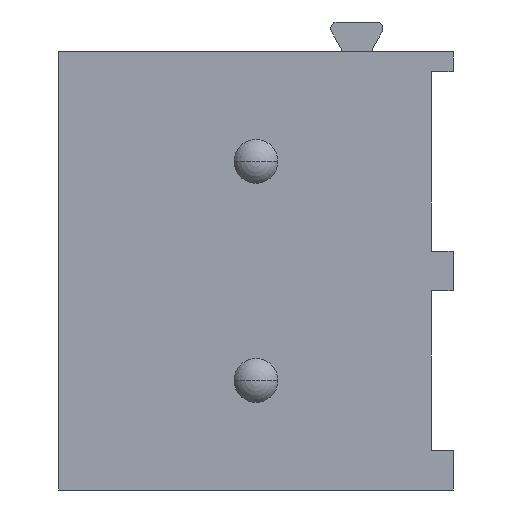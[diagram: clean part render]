
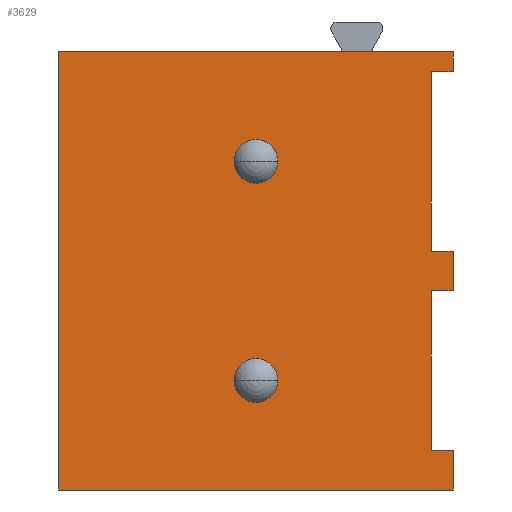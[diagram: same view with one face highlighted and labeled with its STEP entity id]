
A CAD part, front view. The second image highlights one B-rep face of the part: STEP entity #3629.
In plain terms, the highlighted planar face has unit normal (0, -1, 0).
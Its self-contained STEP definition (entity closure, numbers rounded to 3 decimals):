
#89=DIRECTION('',(1.,0.,0.));
#90=VECTOR('',#89,9.);
#91=CARTESIAN_POINT('',(-4.5,-5.14,7.5));
#92=LINE('',#91,#90);
#760=DIRECTION('',(0.,0.,1.));
#761=VECTOR('',#760,4.1);
#762=CARTESIAN_POINT('',(4.,-5.14,2.95));
#763=LINE('',#762,#761);
#772=CARTESIAN_POINT('',(0.,-5.14,0.));
#773=DIRECTION('',(0.,1.,0.));
#774=DIRECTION('',(-1.,0.,0.));
#775=AXIS2_PLACEMENT_3D('',#772,#773,#774);
#777=CARTESIAN_POINT('',(0.,-5.14,0.));
#778=DIRECTION('',(0.,1.,0.));
#779=DIRECTION('',(1.,0.,0.));
#780=AXIS2_PLACEMENT_3D('',#777,#778,#779);
#782=CARTESIAN_POINT('',(0.,-5.14,5.));
#783=DIRECTION('',(0.,1.,0.));
#784=DIRECTION('',(-1.,0.,0.));
#785=AXIS2_PLACEMENT_3D('',#782,#783,#784);
#787=CARTESIAN_POINT('',(0.,-5.14,5.));
#788=DIRECTION('',(0.,1.,0.));
#789=DIRECTION('',(1.,0.,0.));
#790=AXIS2_PLACEMENT_3D('',#787,#788,#789);
#792=DIRECTION('',(-1.,0.,0.));
#793=VECTOR('',#792,0.5);
#794=CARTESIAN_POINT('',(4.5,-5.14,2.95));
#795=LINE('',#794,#793);
#796=DIRECTION('',(-1.,0.,0.));
#797=VECTOR('',#796,0.5);
#798=CARTESIAN_POINT('',(4.5,-5.14,2.05));
#799=LINE('',#798,#797);
#800=DIRECTION('',(0.,0.,1.));
#801=VECTOR('',#800,3.65);
#802=CARTESIAN_POINT('',(4.,-5.14,-1.6));
#803=LINE('',#802,#801);
#804=DIRECTION('',(-1.,0.,0.));
#805=VECTOR('',#804,0.5);
#806=CARTESIAN_POINT('',(4.5,-5.14,-1.6));
#807=LINE('',#806,#805);
#808=DIRECTION('',(0.,0.,-1.));
#809=VECTOR('',#808,10.);
#810=CARTESIAN_POINT('',(-4.5,-5.14,7.5));
#811=LINE('',#810,#809);
#812=DIRECTION('',(-1.,0.,0.));
#813=VECTOR('',#812,0.5);
#814=CARTESIAN_POINT('',(4.5,-5.14,7.05));
#815=LINE('',#814,#813);
#876=DIRECTION('',(0.,0.,-1.));
#877=VECTOR('',#876,0.9);
#878=CARTESIAN_POINT('',(4.5,-5.14,-1.6));
#879=LINE('',#878,#877);
#888=DIRECTION('',(0.,0.,-1.));
#889=VECTOR('',#888,0.9);
#890=CARTESIAN_POINT('',(4.5,-5.14,2.95));
#891=LINE('',#890,#889);
#896=DIRECTION('',(0.,0.,-1.));
#897=VECTOR('',#896,0.45);
#898=CARTESIAN_POINT('',(4.5,-5.14,7.5));
#899=LINE('',#898,#897);
#974=DIRECTION('',(1.,0.,0.));
#975=VECTOR('',#974,9.);
#976=CARTESIAN_POINT('',(-4.5,-5.14,-2.5));
#977=LINE('',#976,#975);
#2176=CARTESIAN_POINT('',(4.5,-5.14,7.5));
#2178=VERTEX_POINT('',#2176);
#2192=CARTESIAN_POINT('',(-4.5,-5.14,7.5));
#2193=VERTEX_POINT('',#2192);
#2194=CARTESIAN_POINT('',(4.5,-5.14,-2.5));
#2196=VERTEX_POINT('',#2194);
#2210=CARTESIAN_POINT('',(-4.5,-5.14,-2.5));
#2211=VERTEX_POINT('',#2210);
#2266=CARTESIAN_POINT('',(-0.5,-5.14,0.));
#2267=CARTESIAN_POINT('',(0.5,-5.14,0.));
#2268=VERTEX_POINT('',#2266);
#2269=VERTEX_POINT('',#2267);
#2499=CARTESIAN_POINT('',(4.5,-5.14,2.05));
#2501=VERTEX_POINT('',#2499);
#2503=CARTESIAN_POINT('',(4.5,-5.14,-1.6));
#2505=VERTEX_POINT('',#2503);
#2515=CARTESIAN_POINT('',(4.,-5.14,-1.6));
#2516=CARTESIAN_POINT('',(4.,-5.14,2.05));
#2517=VERTEX_POINT('',#2515);
#2518=VERTEX_POINT('',#2516);
#2527=CARTESIAN_POINT('',(4.5,-5.14,2.95));
#2529=VERTEX_POINT('',#2527);
#2535=CARTESIAN_POINT('',(4.,-5.14,2.95));
#2536=VERTEX_POINT('',#2535);
#2537=CARTESIAN_POINT('',(4.5,-5.14,7.05));
#2539=VERTEX_POINT('',#2537);
#2545=CARTESIAN_POINT('',(4.,-5.14,7.05));
#2546=VERTEX_POINT('',#2545);
#2613=CARTESIAN_POINT('',(-0.5,-5.14,5.));
#2614=VERTEX_POINT('',#2613);
#2615=CARTESIAN_POINT('',(0.5,-5.14,5.));
#2616=VERTEX_POINT('',#2615);
#3588=CARTESIAN_POINT('',(-4.5,-5.14,7.5));
#3589=DIRECTION('',(0.,-1.,0.));
#3590=DIRECTION('',(1.,0.,0.));
#3591=AXIS2_PLACEMENT_3D('',#3588,#3589,#3590);
#3592=PLANE('',#3591);
#3593=ORIENTED_EDGE('',*,*,#3578,.F.);
#3595=ORIENTED_EDGE('',*,*,#3594,.F.);
#3597=ORIENTED_EDGE('',*,*,#3596,.T.);
#3599=ORIENTED_EDGE('',*,*,#3598,.T.);
#3601=ORIENTED_EDGE('',*,*,#3600,.F.);
#3603=ORIENTED_EDGE('',*,*,#3602,.F.);
#3605=ORIENTED_EDGE('',*,*,#3604,.T.);
#3607=ORIENTED_EDGE('',*,*,#3606,.F.);
#3609=ORIENTED_EDGE('',*,*,#3608,.F.);
#3610=ORIENTED_EDGE('',*,*,#2804,.T.);
#3612=ORIENTED_EDGE('',*,*,#3611,.T.);
#3614=ORIENTED_EDGE('',*,*,#3613,.T.);
#3615=EDGE_LOOP('',(#3593,#3595,#3597,#3599,#3601,#3603,#3605,#3607,#3609,#3610,
#3612,#3614));
#3616=FACE_OUTER_BOUND('',#3615,.F.);
#3618=ORIENTED_EDGE('',*,*,#3617,.F.);
#3620=ORIENTED_EDGE('',*,*,#3619,.F.);
#3621=EDGE_LOOP('',(#3618,#3620));
#3622=FACE_BOUND('',#3621,.F.);
#3624=ORIENTED_EDGE('',*,*,#3623,.F.);
#3626=ORIENTED_EDGE('',*,*,#3625,.F.);
#3627=EDGE_LOOP('',(#3624,#3626));
#3628=FACE_BOUND('',#3627,.F.);
#776=CIRCLE('',#775,0.5);
#781=CIRCLE('',#780,0.5);
#786=CIRCLE('',#785,0.5);
#791=CIRCLE('',#790,0.5);
#2804=EDGE_CURVE('',#2193,#2178,#92,.T.);
#3578=EDGE_CURVE('',#2536,#2546,#763,.T.);
#3594=EDGE_CURVE('',#2529,#2536,#795,.T.);
#3596=EDGE_CURVE('',#2529,#2501,#891,.T.);
#3598=EDGE_CURVE('',#2501,#2518,#799,.T.);
#3600=EDGE_CURVE('',#2517,#2518,#803,.T.);
#3602=EDGE_CURVE('',#2505,#2517,#807,.T.);
#3604=EDGE_CURVE('',#2505,#2196,#879,.T.);
#3606=EDGE_CURVE('',#2211,#2196,#977,.T.);
#3608=EDGE_CURVE('',#2193,#2211,#811,.T.);
#3611=EDGE_CURVE('',#2178,#2539,#899,.T.);
#3613=EDGE_CURVE('',#2539,#2546,#815,.T.);
#3617=EDGE_CURVE('',#2614,#2616,#786,.T.);
#3619=EDGE_CURVE('',#2616,#2614,#791,.T.);
#3623=EDGE_CURVE('',#2268,#2269,#776,.T.);
#3625=EDGE_CURVE('',#2269,#2268,#781,.T.);
#3629=ADVANCED_FACE('',(#3616,#3622,#3628),#3592,.T.);
